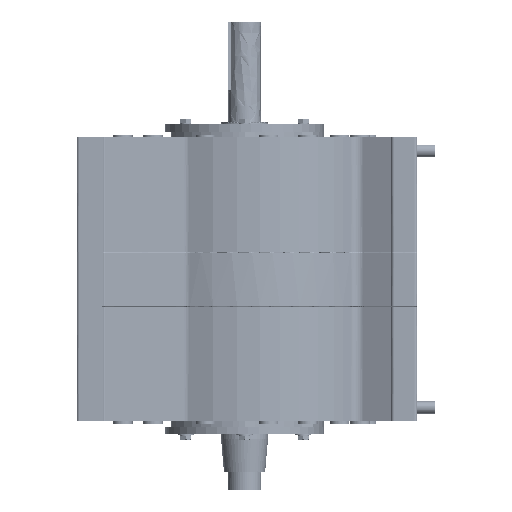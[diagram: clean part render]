
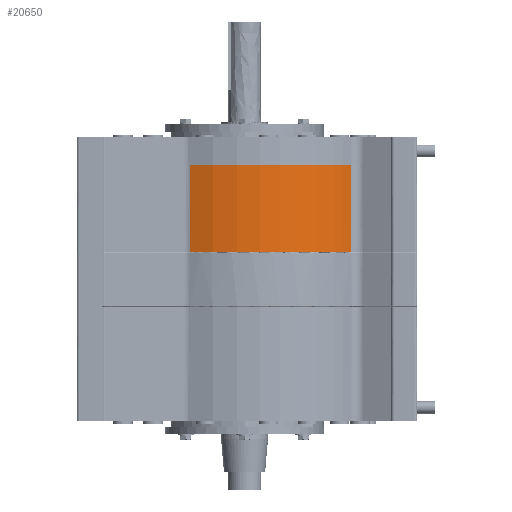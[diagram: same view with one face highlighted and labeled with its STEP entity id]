
A CAD part, front view. The second image highlights one B-rep face of the part: STEP entity #20650.
In plain terms, the highlighted free-form (B-spline) face has degree [2, 1] with [3, 2] control points.
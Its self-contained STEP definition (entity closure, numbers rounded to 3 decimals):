
#19919 = VERTEX_POINT('',#19920);
#19920 = CARTESIAN_POINT('',(-74.643,-220.107,
    157.007));
#19926 = EDGE_CURVE('',#19919,#19927,#19929,.T.);
#19927 = VERTEX_POINT('',#19928);
#19928 = CARTESIAN_POINT('',(145.171,-169.701,
    157.007));
#19929 = ( BOUNDED_CURVE() B_SPLINE_CURVE(2,(#19930,#19931,#19932),
.UNSPECIFIED.,.F.,.F.) B_SPLINE_CURVE_WITH_KNOTS((3,3),(4.317,
5.558),.PIECEWISE_BEZIER_KNOTS.) CURVE() 
GEOMETRIC_REPRESENTATION_ITEM() RATIONAL_B_SPLINE_CURVE((1.,
0.814,1.)) REPRESENTATION_ITEM('') );
#19930 = CARTESIAN_POINT('',(-74.643,-220.107,
    157.007));
#19931 = CARTESIAN_POINT('',(53.277,-273.453,
    157.007));
#19932 = CARTESIAN_POINT('',(145.171,-169.701,
    157.007));
#20650 = ADVANCED_FACE('',(#20651),#20674,.T.);
#20651 = FACE_BOUND('',#20652,.T.);
#20652 = EDGE_LOOP('',(#20653,#20663,#20668,#20669));
#20653 = ORIENTED_EDGE('',*,*,#20654,.T.);
#20654 = EDGE_CURVE('',#20655,#20657,#20659,.T.);
#20655 = VERTEX_POINT('',#20656);
#20656 = CARTESIAN_POINT('',(-74.643,-220.107,
    37.383));
#20657 = VERTEX_POINT('',#20658);
#20658 = CARTESIAN_POINT('',(145.171,-169.701,
    37.383));
#20659 = ( BOUNDED_CURVE() B_SPLINE_CURVE(2,(#20660,#20661,#20662),
.UNSPECIFIED.,.F.,.F.) B_SPLINE_CURVE_WITH_KNOTS((3,3),(4.317,
5.558),.PIECEWISE_BEZIER_KNOTS.) CURVE() 
GEOMETRIC_REPRESENTATION_ITEM() RATIONAL_B_SPLINE_CURVE((1.,
0.814,1.)) REPRESENTATION_ITEM('') );
#20660 = CARTESIAN_POINT('',(-74.643,-220.107,
    37.383));
#20661 = CARTESIAN_POINT('',(53.277,-273.453,
    37.383));
#20662 = CARTESIAN_POINT('',(145.171,-169.701,
    37.383));
#20663 = ORIENTED_EDGE('',*,*,#20664,.T.);
#20664 = EDGE_CURVE('',#20657,#19927,#20665,.T.);
#20665 = B_SPLINE_CURVE_WITH_KNOTS('',1,(#20666,#20667),.UNSPECIFIED.,
  .F.,.F.,(2,2),(-80.,0.),.PIECEWISE_BEZIER_KNOTS.);
#20666 = CARTESIAN_POINT('',(145.171,-169.701,
    37.383));
#20667 = CARTESIAN_POINT('',(145.171,-169.701,
    157.007));
#20668 = ORIENTED_EDGE('',*,*,#19926,.F.);
#20669 = ORIENTED_EDGE('',*,*,#20670,.T.);
#20670 = EDGE_CURVE('',#19919,#20655,#20671,.T.);
#20671 = B_SPLINE_CURVE_WITH_KNOTS('',1,(#20672,#20673),.UNSPECIFIED.,
  .F.,.F.,(2,2),(-0.,80.),.PIECEWISE_BEZIER_KNOTS.);
#20672 = CARTESIAN_POINT('',(-74.643,-220.107,
    157.007));
#20673 = CARTESIAN_POINT('',(-74.643,-220.107,
    37.383));
#20674 = ( BOUNDED_SURFACE() B_SPLINE_SURFACE(2,1,(
    (#20675,#20676)
    ,(#20677,#20678)
    ,(#20679,#20680
)),.UNSPECIFIED.,.F.,.F.,.F.) B_SPLINE_SURFACE_WITH_KNOTS((3,3),(2,2),(
    3.866,5.107),(0.,80.),.PIECEWISE_BEZIER_KNOTS.) 
GEOMETRIC_REPRESENTATION_ITEM() RATIONAL_B_SPLINE_SURFACE((
    (1.,1.)
    ,(0.814,0.814)
,(1.,1.))) REPRESENTATION_ITEM('') SURFACE() );
#20675 = CARTESIAN_POINT('',(145.171,-169.701,
    157.007));
#20676 = CARTESIAN_POINT('',(145.171,-169.701,
    37.383));
#20677 = CARTESIAN_POINT('',(53.277,-273.453,
    157.007));
#20678 = CARTESIAN_POINT('',(53.277,-273.453,
    37.383));
#20679 = CARTESIAN_POINT('',(-74.643,-220.107,
    157.007));
#20680 = CARTESIAN_POINT('',(-74.643,-220.107,
    37.383));
